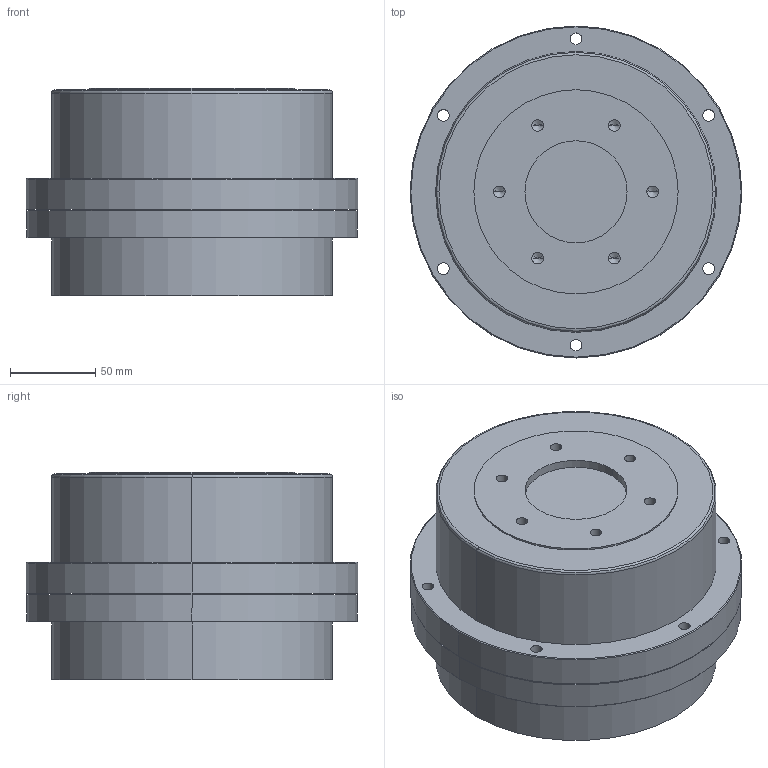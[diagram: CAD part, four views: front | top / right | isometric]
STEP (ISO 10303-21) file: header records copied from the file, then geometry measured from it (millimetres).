
FILE_DESCRIPTION((''),'2;1');
FILE_NAME('00','2022-06-10T14:04:31',('Administrator'),(''),'CREO PARAMETRIC BY PTC INC, 2019010','CREO PARAMETRIC BY PTC INC, 2019010','');
FILE_SCHEMA(('CONFIG_CONTROL_DESIGN'));
Length unit declared in the file: millimetre
Products named in the file (1): 00
Bounding box: 195 x 195 x 122 mm (x, y, z)
Volume: 2546947.4 mm3; surface area: 186466.4 mm2
Topology: 1 solids, 1 shells, 106 faces, 260 edges, 155 vertices
Faces by surface type: cylinder 63, cone 25, plane 14, torus 4
Entity records: 3117 total; most frequent: DIRECTION 592, CARTESIAN_POINT 510, ORIENTED_EDGE 480, AXIS2_PLACEMENT_3D 248, EDGE_CURVE 240, VERTEX_POINT 155, EDGE_LOOP 149, CIRCLE 142
